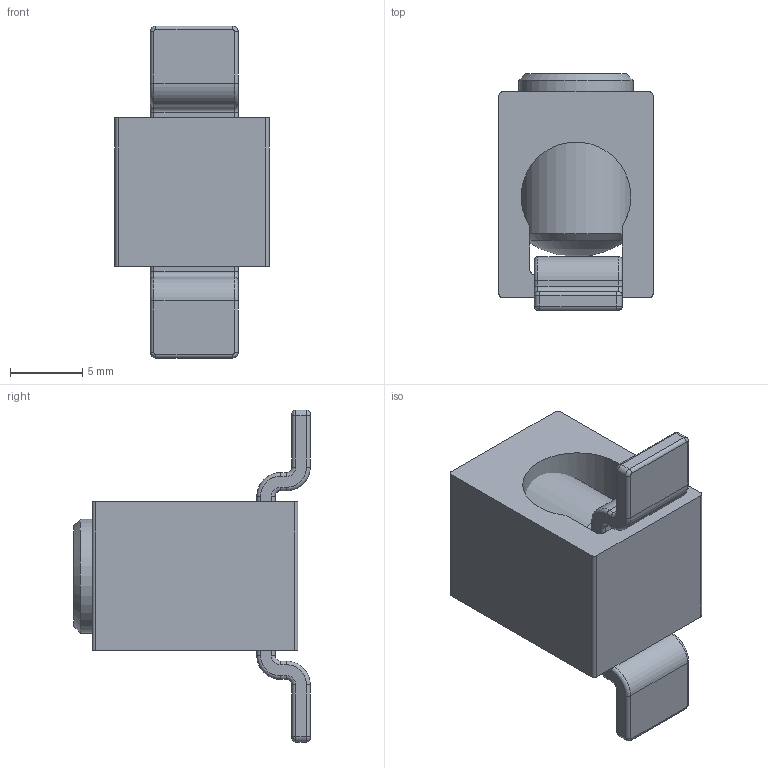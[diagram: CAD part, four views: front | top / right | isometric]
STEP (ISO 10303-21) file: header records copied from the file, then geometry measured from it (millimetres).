
FILE_DESCRIPTION((''),'2;1');
FILE_NAME('B2A-PCB-SMT-HEX.stp','2012-05-17T14:44:42',('cridley'),(''),'Autodesk Inventor 2011','Autodesk Inventor 2011','');
FILE_SCHEMA(('AUTOMOTIVE_DESIGN { 1 0 10303 214 1 1 1 1 }'));
Length unit declared in the file: inch
Products named in the file (4): B2A-PCB-SMT-HEX; B2A; 14257-SMT; 12786HEX
Assembly tree (3 placements, depth 2):
  B2A-PCB-SMT-HEX
    B2A
    14257-SMT
    12786HEX
Bounding box: 10.69 x 16.41 x 23.04 mm (x, y, z)
Volume: 1551.6 mm3; surface area: 1824.3 mm2
Topology: 3 solids, 3 shells, 112 faces, 260 edges, 155 vertices
Faces by surface type: cylinder 47, plane 34, torus 16, bspline 8, cone 6, sphere 1
Full cylindrical faces by diameter (mm): 6.782 x1, 7.925 x1
Entity records: 3627 total; most frequent: CARTESIAN_POINT 957, DIRECTION 582, ORIENTED_EDGE 502, EDGE_CURVE 251, AXIS2_PLACEMENT_3D 231, VERTEX_POINT 153, EDGE_LOOP 124, CIRCLE 120
